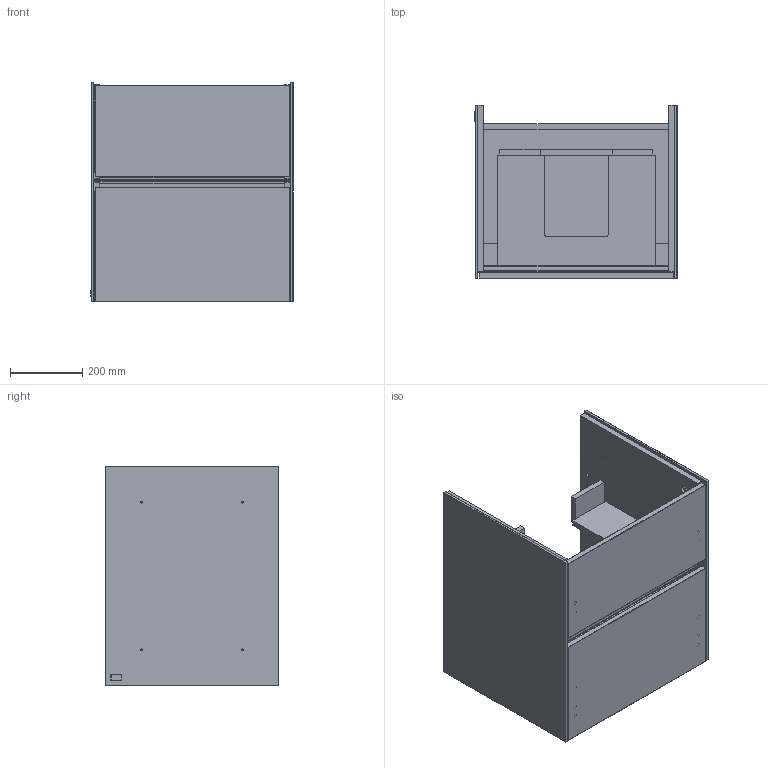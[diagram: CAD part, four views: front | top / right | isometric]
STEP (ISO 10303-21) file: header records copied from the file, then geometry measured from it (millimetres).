
FILE_DESCRIPTION((' '),'2;1');
FILE_NAME('C142B0.stp','2022-10-06T09:59:51',(' '),(' '),' ','ACIS',' ');
FILE_SCHEMA(('CONFIG_CONTROL_DESIGN'));
Length unit declared in the file: millimetre
Products named in the file (18): C142B0.stp; Körper1; Körper2; Körper3; Körper4; Körper5; Körper6; Körper7; Körper8; Körper9; Körper10; Körper11; Körper12; Körper13; Körper14; Körper15; Körper16; Körper17
Assembly tree (17 placements, depth 2):
  C142B0.stp
    Körper1
    Körper2
    Körper3
    Körper4
    Körper5
    Körper6
    Körper7
    Körper8
    Körper9
    Körper10
    Körper11
    Körper12
    Körper13
    Körper14
    Körper15
    Körper16
    Körper17
Bounding box: 562 x 480 x 609.5 mm (x, y, z)
Volume: 29166254.8 mm3; surface area: 4781087.1 mm2
Topology: 17 solids, 17 shells, 1586 faces, 4233 edges, 2802 vertices
Faces by surface type: plane 1404, cylinder 178, sphere 4
Full cylindrical faces by diameter (mm): 3 x30, 5 x30, 8 x36, 8.02 x26, 10 x14
Entity records: 50298 total; most frequent: CARTESIAN_POINT 8468, ORIENTED_EDGE 8138, DIRECTION 7671, EDGE_CURVE 4069, VECTOR 3709, LINE 3709, VERTEX_POINT 2778, AXIS2_PLACEMENT_3D 1981
